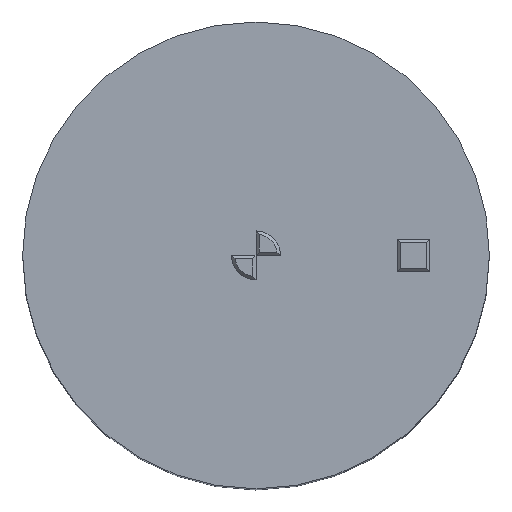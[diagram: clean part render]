
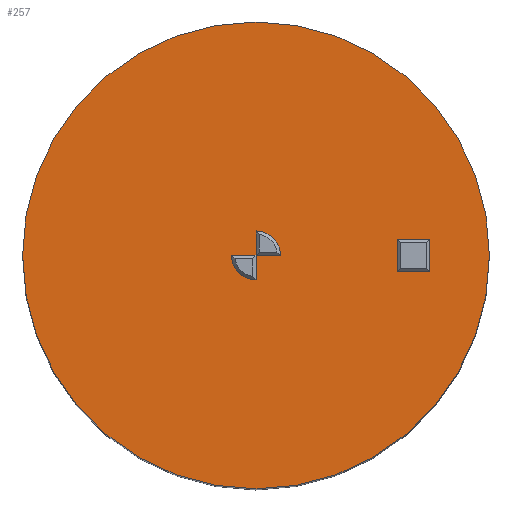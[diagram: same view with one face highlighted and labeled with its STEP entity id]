
A CAD part, top view. The second image highlights one B-rep face of the part: STEP entity #257.
In plain terms, the highlighted planar face has unit normal (0, 0, 1).
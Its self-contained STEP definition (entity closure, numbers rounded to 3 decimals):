
#15=FACE_BOUND('',#61,.T.);
#16=FACE_BOUND('',#62,.T.);
#23=CIRCLE('',#280,0.75);
#25=CIRCLE('',#288,0.75);
#26=CIRCLE('',#291,7.15);
#44=FACE_OUTER_BOUND('',#60,.T.);
#60=EDGE_LOOP('',(#218));
#61=EDGE_LOOP('',(#219,#220,#221,#222));
#62=EDGE_LOOP('',(#223,#224,#225,#226,#227,#228));
#66=LINE('',#372,#89);
#70=LINE('',#379,#93);
#73=LINE('',#385,#96);
#75=LINE('',#388,#98);
#78=LINE('',#408,#101);
#80=LINE('',#411,#103);
#83=LINE('',#419,#106);
#85=LINE('',#430,#108);
#89=VECTOR('',#301,10.);
#93=VECTOR('',#307,10.);
#96=VECTOR('',#312,10.);
#98=VECTOR('',#316,10.);
#101=VECTOR('',#329,10.);
#103=VECTOR('',#333,10.);
#106=VECTOR('',#340,10.);
#108=VECTOR('',#344,10.);
#112=VERTEX_POINT('',#369);
#113=VERTEX_POINT('',#371);
#115=VERTEX_POINT('',#377);
#117=VERTEX_POINT('',#383);
#120=VERTEX_POINT('',#394);
#121=VERTEX_POINT('',#398);
#123=VERTEX_POINT('',#406);
#126=VERTEX_POINT('',#418);
#128=VERTEX_POINT('',#426);
#129=VERTEX_POINT('',#436);
#133=EDGE_CURVE('',#113,#112,#66,.T.);
#137=EDGE_CURVE('',#112,#115,#70,.T.);
#140=EDGE_CURVE('',#115,#117,#73,.T.);
#142=EDGE_CURVE('',#117,#113,#75,.T.);
#145=EDGE_CURVE('',#121,#120,#23,.T.);
#149=EDGE_CURVE('',#120,#123,#78,.T.);
#151=EDGE_CURVE('',#123,#121,#80,.T.);
#154=EDGE_CURVE('',#126,#123,#83,.T.);
#158=EDGE_CURVE('',#123,#128,#85,.T.);
#160=EDGE_CURVE('',#128,#126,#25,.T.);
#161=EDGE_CURVE('',#129,#129,#26,.T.);
#218=ORIENTED_EDGE('',*,*,#161,.T.);
#219=ORIENTED_EDGE('',*,*,#133,.T.);
#220=ORIENTED_EDGE('',*,*,#137,.T.);
#221=ORIENTED_EDGE('',*,*,#140,.T.);
#222=ORIENTED_EDGE('',*,*,#142,.T.);
#223=ORIENTED_EDGE('',*,*,#145,.T.);
#224=ORIENTED_EDGE('',*,*,#149,.T.);
#225=ORIENTED_EDGE('',*,*,#158,.T.);
#226=ORIENTED_EDGE('',*,*,#160,.T.);
#227=ORIENTED_EDGE('',*,*,#154,.T.);
#228=ORIENTED_EDGE('',*,*,#151,.T.);
#241=PLANE('',#293);
#257=ADVANCED_FACE('',(#44,#15,#16),#241,.T.);
#280=AXIS2_PLACEMENT_3D('',#399,#323,#324);
#288=AXIS2_PLACEMENT_3D('',#433,#349,#350);
#291=AXIS2_PLACEMENT_3D('',#437,#355,#356);
#293=AXIS2_PLACEMENT_3D('',#441,#360,#361);
#301=DIRECTION('',(0.,1.,0.));
#307=DIRECTION('',(1.,0.,0.));
#312=DIRECTION('',(0.,-1.,0.));
#316=DIRECTION('',(-1.,0.,0.));
#323=DIRECTION('center_axis',(0.,0.,-1.));
#324=DIRECTION('ref_axis',(1.,0.,0.));
#329=DIRECTION('',(1.,0.,0.));
#333=DIRECTION('',(0.,-1.,0.));
#340=DIRECTION('',(-1.,0.,0.));
#344=DIRECTION('',(0.,1.,0.));
#349=DIRECTION('center_axis',(0.,0.,-1.));
#350=DIRECTION('ref_axis',(1.,0.,0.));
#355=DIRECTION('center_axis',(0.,0.,1.));
#356=DIRECTION('ref_axis',(1.,0.,0.));
#360=DIRECTION('center_axis',(0.,0.,1.));
#361=DIRECTION('ref_axis',(1.,0.,0.));
#369=CARTESIAN_POINT('',(4.325,0.5,20.));
#371=CARTESIAN_POINT('',(4.325,-0.5,20.));
#372=CARTESIAN_POINT('',(4.325,-0.25,20.));
#377=CARTESIAN_POINT('',(5.325,0.5,20.));
#379=CARTESIAN_POINT('',(2.163,0.5,20.));
#383=CARTESIAN_POINT('',(5.325,-0.5,20.));
#385=CARTESIAN_POINT('',(5.325,0.25,20.));
#388=CARTESIAN_POINT('',(2.663,-0.5,20.));
#394=CARTESIAN_POINT('',(-0.75,0.,20.));
#398=CARTESIAN_POINT('',(0.,-0.75,20.));
#399=CARTESIAN_POINT('Origin',(0.,0.,20.));
#406=CARTESIAN_POINT('',(0.,0.,20.));
#408=CARTESIAN_POINT('',(-0.375,0.,20.));
#411=CARTESIAN_POINT('',(0.,0.,20.));
#418=CARTESIAN_POINT('',(0.75,0.,20.));
#419=CARTESIAN_POINT('',(0.375,0.,20.));
#426=CARTESIAN_POINT('',(0.,0.75,20.));
#430=CARTESIAN_POINT('',(0.,0.,20.));
#433=CARTESIAN_POINT('Origin',(0.,0.,20.));
#436=CARTESIAN_POINT('',(-7.15,0.,20.));
#437=CARTESIAN_POINT('Origin',(0.,0.,20.));
#441=CARTESIAN_POINT('Origin',(0.,0.,20.));
